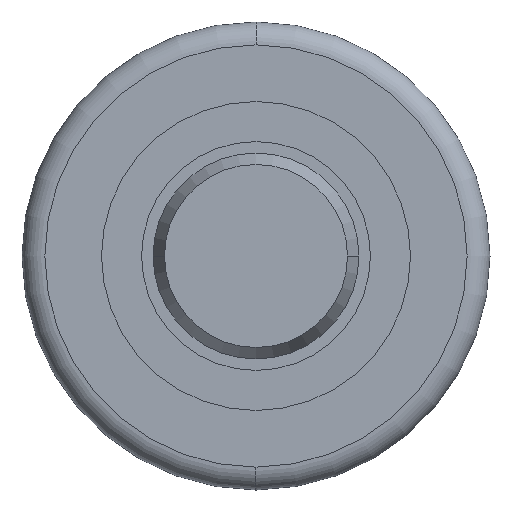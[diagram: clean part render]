
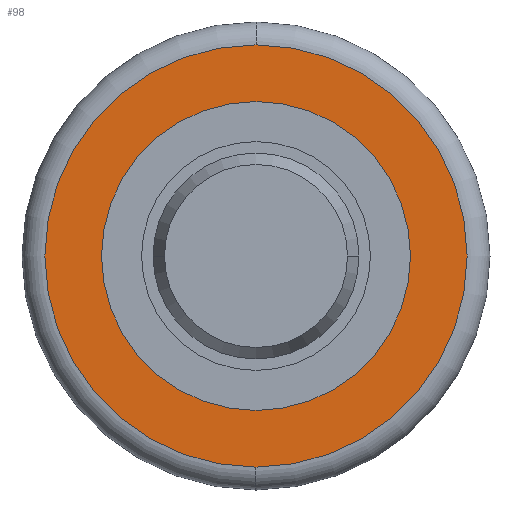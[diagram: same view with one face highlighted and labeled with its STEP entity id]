
A CAD part, left-side view. The second image highlights one B-rep face of the part: STEP entity #98.
In plain terms, the highlighted planar face has unit normal (-1, 0, 0).
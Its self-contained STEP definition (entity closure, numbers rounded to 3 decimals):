
#98=ADVANCED_FACE('',(#157,#158),#159,.T.);
#157=FACE_OUTER_BOUND('',#231,.T.);
#158=FACE_BOUND('',#232,.T.);
#159=PLANE('',#233);
#231=EDGE_LOOP('',(#437,#438,#439));
#232=EDGE_LOOP('',(#440,#441));
#233=AXIS2_PLACEMENT_3D('',#442,#443,#444);
#437=ORIENTED_EDGE('',*,*,#548,.T.);
#438=ORIENTED_EDGE('',*,*,#605,.T.);
#439=ORIENTED_EDGE('',*,*,#549,.T.);
#440=ORIENTED_EDGE('',*,*,#535,.T.);
#441=ORIENTED_EDGE('',*,*,#606,.T.);
#442=CARTESIAN_POINT('',(10.5,18.45,0.));
#443=DIRECTION('',(-1.0,0.,0.));
#444=DIRECTION('',(0.,1.0,0.));
#535=EDGE_CURVE('',#617,#621,#623,.T.);
#548=EDGE_CURVE('',#649,#647,#650,.T.);
#549=EDGE_CURVE('',#641,#649,#651,.T.);
#605=EDGE_CURVE('',#647,#641,#744,.T.);
#606=EDGE_CURVE('',#621,#617,#745,.T.);
#617=VERTEX_POINT('',#756);
#621=VERTEX_POINT('',#761);
#623=CIRCLE('',#764,27.0);
#641=VERTEX_POINT('',#786);
#647=VERTEX_POINT('',#792);
#649=VERTEX_POINT('',#794);
#650=CIRCLE('',#795,36.9);
#651=CIRCLE('',#796,36.9);
#744=CIRCLE('',#1092,36.9);
#745=CIRCLE('',#1093,27.0);
#756=CARTESIAN_POINT('',(10.5,0.0,-27.0));
#761=CARTESIAN_POINT('',(10.5,0.,27.0));
#764=AXIS2_PLACEMENT_3D('',#1108,#1109,#1110);
#786=CARTESIAN_POINT('',(10.5,0.,36.9));
#792=CARTESIAN_POINT('',(10.5,0.,-36.9));
#794=CARTESIAN_POINT('',(10.5,36.9,0.));
#795=AXIS2_PLACEMENT_3D('',#1139,#1140,#1141);
#796=AXIS2_PLACEMENT_3D('',#1142,#1143,#1144);
#1092=AXIS2_PLACEMENT_3D('',#1232,#1233,#1234);
#1093=AXIS2_PLACEMENT_3D('',#1235,#1236,#1237);
#1108=CARTESIAN_POINT('',(10.5,0.0,0.0));
#1109=DIRECTION('',(1.0,0.0,0.0));
#1110=DIRECTION('',(0.0,0.0,-1.0));
#1139=CARTESIAN_POINT('',(10.5,0.0,0.));
#1140=DIRECTION('',(-1.0,0.0,0.));
#1141=DIRECTION('',(0.0,1.0,0.0));
#1142=CARTESIAN_POINT('',(10.5,0.0,0.));
#1143=DIRECTION('',(-1.0,0.0,0.));
#1144=DIRECTION('',(0.0,1.0,0.0));
#1232=CARTESIAN_POINT('',(10.5,0.0,0.));
#1233=DIRECTION('',(-1.0,0.0,0.));
#1234=DIRECTION('',(0.0,1.0,0.0));
#1235=CARTESIAN_POINT('',(10.5,0.0,0.0));
#1236=DIRECTION('',(1.0,0.0,0.0));
#1237=DIRECTION('',(0.0,0.0,-1.0));
